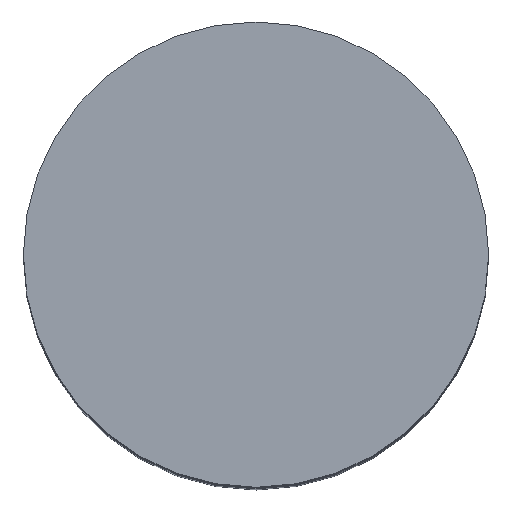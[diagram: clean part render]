
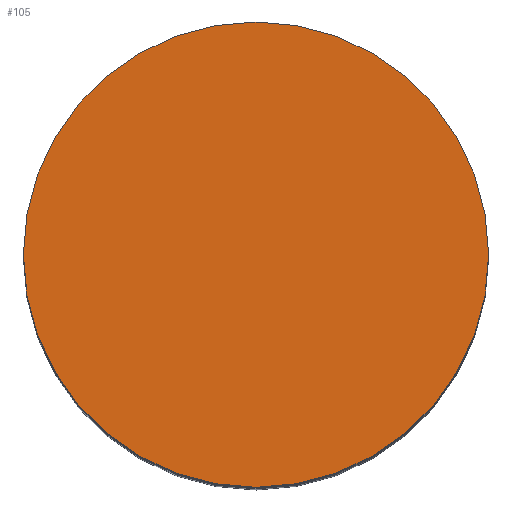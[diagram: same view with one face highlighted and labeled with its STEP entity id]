
A CAD part, top view. The second image highlights one B-rep face of the part: STEP entity #105.
In plain terms, the highlighted planar face has unit normal (0, 0, 1).
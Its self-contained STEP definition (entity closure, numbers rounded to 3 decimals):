
#96=PLANE('',#262);
#97=FACE_OUTER_BOUND('',#159,.T.);
#105=ADVANCED_FACE('',(#97),#96,.T.);
#159=EDGE_LOOP('',(#187));
#187=ORIENTED_EDGE('',*,*,#230,.T.);
#215=VERTEX_POINT('',#356);
#230=EDGE_CURVE('',#215,#215,#244,.T.);
#244=CIRCLE('',#261,3.);
#261=AXIS2_PLACEMENT_3D('',#355,#298,#299);
#262=AXIS2_PLACEMENT_3D('',#357,#300,#301);
#298=DIRECTION('',(0.,0.,1.));
#299=DIRECTION('',(1.,0.,0.));
#300=DIRECTION('',(0.,0.,1.));
#301=DIRECTION('',(1.,0.,0.));
#355=CARTESIAN_POINT('',(0.,0.,7.9));
#356=CARTESIAN_POINT('',(3.,0.,7.9));
#357=CARTESIAN_POINT('',(0.,0.,7.9));
